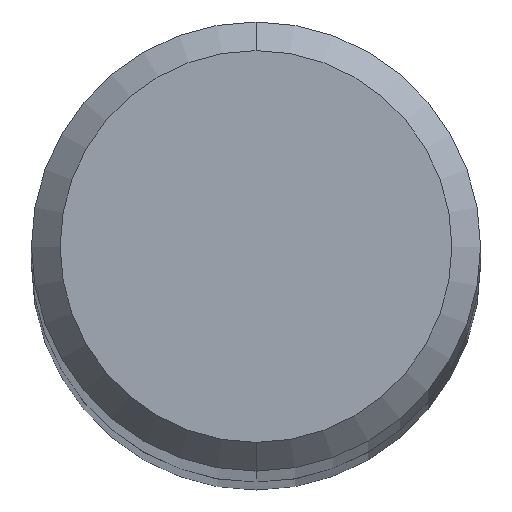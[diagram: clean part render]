
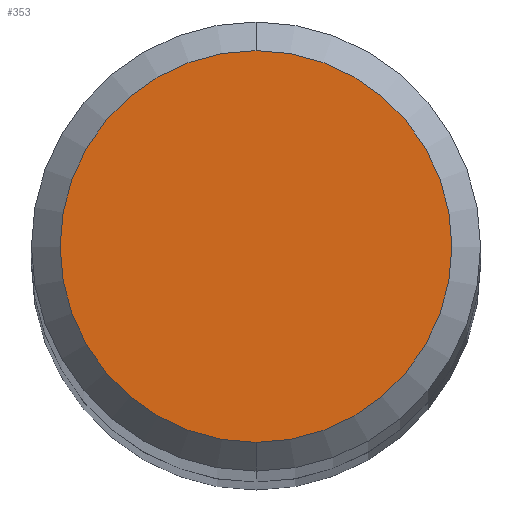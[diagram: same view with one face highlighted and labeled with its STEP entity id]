
A CAD part, top view. The second image highlights one B-rep face of the part: STEP entity #353.
In plain terms, the highlighted planar face has unit normal (0, 0, 1).
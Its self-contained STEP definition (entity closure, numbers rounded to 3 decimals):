
#161=EDGE_CURVE('',#193,#333,#436,.T.);
#193=VERTEX_POINT('',#470);
#329=EDGE_CURVE('',#333,#193,#617,.T.);
#333=VERTEX_POINT('',#621);
#353=ADVANCED_FACE('',(#643),#644,.T.);
#436=CIRCLE('',#730,2.05);
#470=CARTESIAN_POINT('',(0.,-2.05,0.0));
#617=CIRCLE('',#1115,2.05);
#621=CARTESIAN_POINT('',(0.0,2.05,0.0));
#643=FACE_OUTER_BOUND('',#1152,.T.);
#644=PLANE('',#1153);
#730=AXIS2_PLACEMENT_3D('',#1313,#1314,#1315);
#1115=AXIS2_PLACEMENT_3D('',#1481,#1482,#1483);
#1152=EDGE_LOOP('',(#1515,#1516));
#1153=AXIS2_PLACEMENT_3D('',#1517,#1518,#1519);
#1313=CARTESIAN_POINT('',(0.0,0.0,0.0));
#1314=DIRECTION('',(0.0,0.0,-1.0));
#1315=DIRECTION('',(0.0,1.0,0.0));
#1481=CARTESIAN_POINT('',(0.0,0.0,0.0));
#1482=DIRECTION('',(0.0,0.0,-1.0));
#1483=DIRECTION('',(0.0,1.0,0.0));
#1515=ORIENTED_EDGE('',*,*,#329,.F.);
#1516=ORIENTED_EDGE('',*,*,#161,.F.);
#1517=CARTESIAN_POINT('',(0.0,1.025,0.0));
#1518=DIRECTION('',(-0.0,0.0,1.0));
#1519=DIRECTION('',(0.0,-1.0,0.0));
